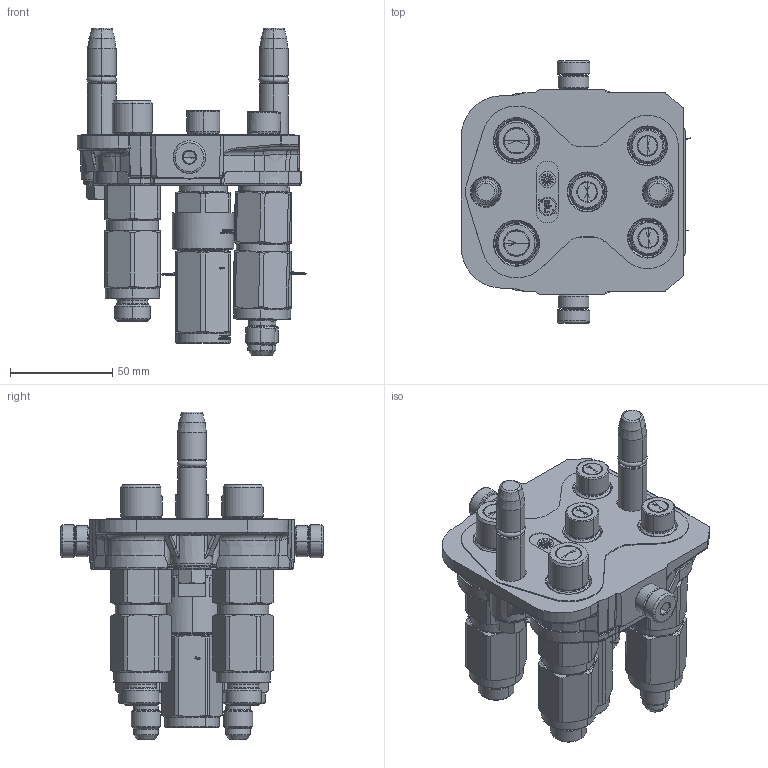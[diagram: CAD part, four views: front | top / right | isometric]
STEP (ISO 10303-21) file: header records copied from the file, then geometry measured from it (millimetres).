
FILE_DESCRIPTION (( 'STEP AP214' ), '1' );
FILE_NAME ('FASTER.step', '2025-11-05T12:19:27', ( '' ), ( '' ), 'SwSTEP 2.0', 'SolidWorks 2017', '' );
FILE_SCHEMA (( 'AUTOMOTIVE_DESIGN' ));
Length unit declared in the file: millimetre
Products named in the file (16): 3ffnp14-38s_mc; 4830_021_0000_000; 3ffnp1413_38sm; FASTER; 4800_315_0001_000; or2_62x9_19_m; 3ffnp3811_38sm; et002; 4830_028_1000_002; 4830_010_2101_000; P5065_M_BASE; 4830_013_3000_020; 1540_080_0008_000
Assembly tree (22 placements, depth 3):
  FASTER
    P5065_M_BASE
      4830_010_2101_000
      4830_021_0000_000  x2
      1540_080_0008_000  x2
      or2_62x9_19_m  x2
      4830_013_3000_020  x2
      4830_028_1000_002  x2
      4800_315_0001_000
    3ffnp3811_38sm  x2
      3ffnp3811_38sm
    3ffnp14-38s_mc
      3ffnp14-38s_mc
    3ffnp1413_38sm  x2
      3ffnp1413_38sm
    et002
Bounding box: 112.13 x 128 x 159.96 mm (x, y, z)
Volume: 7964.6 mm3; surface area: 138530.4 mm2
Topology: 6 solids, 73 shells, 4394 faces, 12472 edges, 8115 vertices
Faces by surface type: plane 2573, cylinder 680, cone 442, bspline 422, torus 233, sphere 44
Entity records: 162383 total; most frequent: CARTESIAN_POINT 60283, ORIENTED_EDGE 20371, DIRECTION 17422, EDGE_CURVE 10637, LINE 6992, VECTOR 6992, VERTEX_POINT 6920, AXIS2_PLACEMENT_3D 5215
